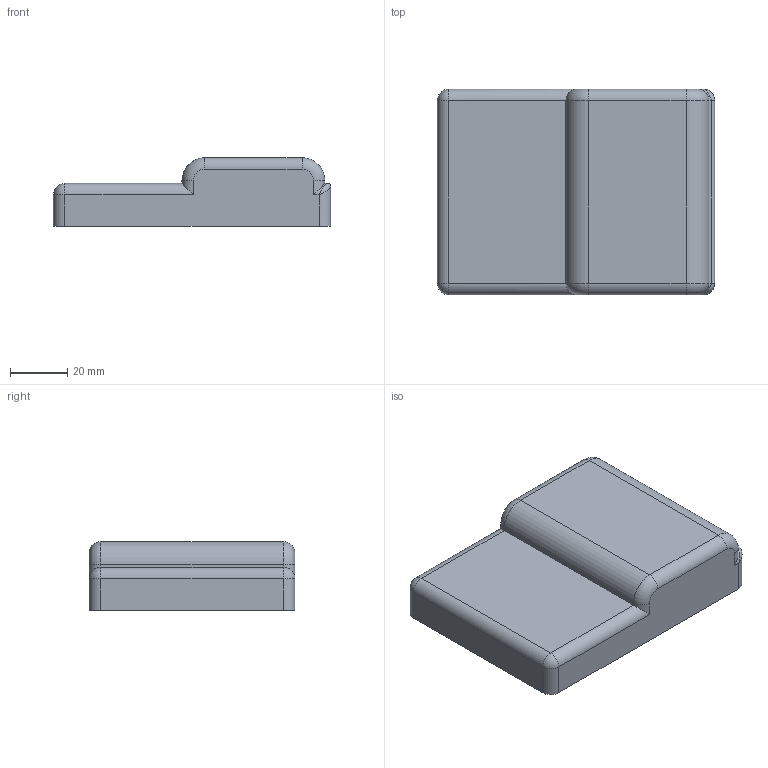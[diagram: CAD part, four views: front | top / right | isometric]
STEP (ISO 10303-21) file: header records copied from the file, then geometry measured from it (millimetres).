
FILE_DESCRIPTION(('FreeCAD Model'),'2;1');
FILE_NAME('Open CASCADE Shape Model','2024-06-27T20:03:20',('Author'),( ''),'Open CASCADE STEP processor 7.6','FreeCAD','Unknown');
FILE_SCHEMA(('AUTOMOTIVE_DESIGN { 1 0 10303 214 1 1 1 1 }'));
Length unit declared in the file: millimetre
Products named in the file (1): PB087-topCase
Bounding box: 97 x 72 x 24 mm (x, y, z)
Volume: 24411.1 mm3; surface area: 25924.4 mm2
Topology: 1 solids, 1 shells, 127 faces, 307 edges, 180 vertices
Faces by surface type: plane 71, cylinder 40, torus 8, bspline 4, sphere 4
Entity records: 7945 total; most frequent: CARTESIAN_POINT 1944, DIRECTION 1101, LINE 685, VECTOR 685, ORIENTED_EDGE 598, PCURVE 598, DEFINITIONAL_REPRESENTATION 598, EDGE_CURVE 299
